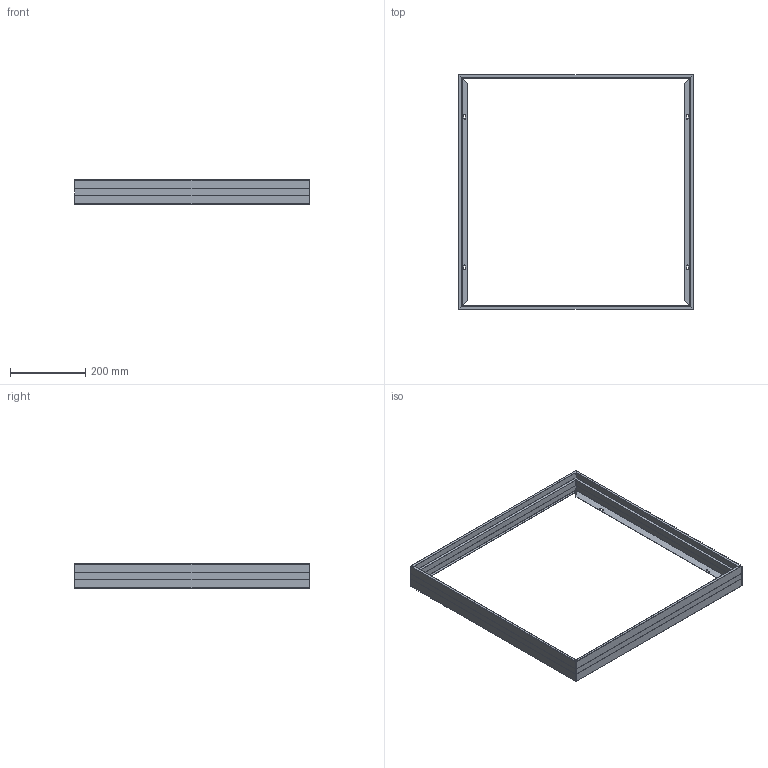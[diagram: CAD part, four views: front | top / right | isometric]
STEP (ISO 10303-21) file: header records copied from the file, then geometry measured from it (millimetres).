
FILE_DESCRIPTION((''),'2;1');
FILE_NAME('ASM0001_ASM','2025-05-09T15:16:30',('Administrator'),(''),'CREO PARAMETRIC BY PTC INC, 2019010','CREO PARAMETRIC BY PTC INC, 2019010','');
FILE_SCHEMA(('CONFIG_CONTROL_DESIGN'));
Length unit declared in the file: millimetre
Products named in the file (3): 1; 2; ASM0001_ASM
Assembly tree (4 placements, depth 2):
  ASM0001_ASM
    1  x2
    2  x2
Bounding box: 625 x 625 x 65 mm (x, y, z)
Volume: 247161.5 mm3; surface area: 588230.8 mm2
Topology: 4 solids, 4 shells, 88 faces, 240 edges, 160 vertices
Faces by surface type: plane 72, cylinder 16
Entity records: 1505 total; most frequent: CARTESIAN_POINT 280, ORIENTED_EDGE 240, DIRECTION 222, EDGE_CURVE 120, VECTOR 104, LINE 104, VERTEX_POINT 80, AXIS2_PLACEMENT_3D 59
